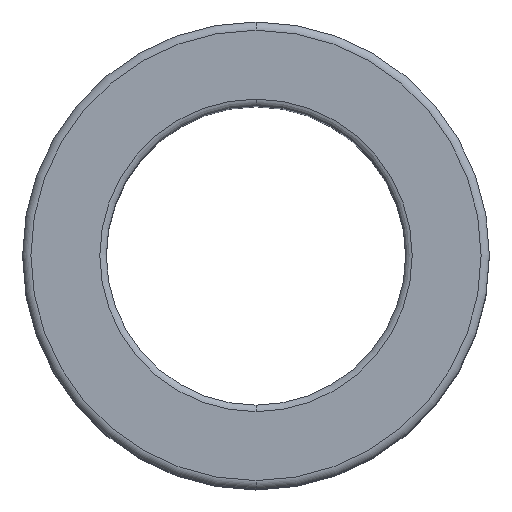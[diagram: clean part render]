
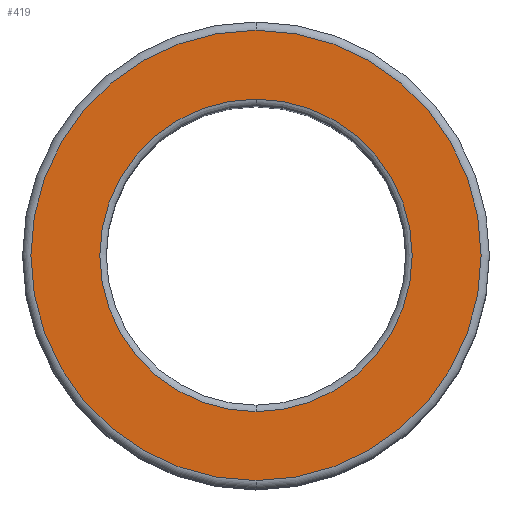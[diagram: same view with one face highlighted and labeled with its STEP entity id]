
A CAD part, top view. The second image highlights one B-rep face of the part: STEP entity #419.
In plain terms, the highlighted planar face has unit normal (0, 0, 1).
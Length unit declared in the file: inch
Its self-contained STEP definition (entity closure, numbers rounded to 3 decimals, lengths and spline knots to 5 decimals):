
#20 = DIRECTION ( 'NONE',  ( 0., 0., -1. ) ) ;
#129 = EDGE_LOOP ( 'NONE', ( #226, #427 ) ) ;
#163 = EDGE_CURVE ( 'NONE', #1122, #864, #651, .T. ) ;
#172 = CARTESIAN_POINT ( 'NONE',  ( 0.5225, 0., 1.12125 ) ) ;
#210 = AXIS2_PLACEMENT_3D ( 'NONE', #1676, #743, #475 ) ;
#226 = ORIENTED_EDGE ( 'NONE', *, *, #163, .F. ) ;
#237 = VERTEX_POINT ( 'NONE', #1646 ) ;
#239 = PLANE ( 'NONE',  #210 ) ;
#243 = CARTESIAN_POINT ( 'NONE',  ( 0., -0.75302, 1.12125 ) ) ;
#246 = DIRECTION ( 'NONE',  ( 0., -1., 0. ) ) ;
#358 = CIRCLE ( 'NONE', #999, 0.5225 ) ;
#390 = CARTESIAN_POINT ( 'NONE',  ( 0., 0.75302, 1.12125 ) ) ;
#419 = ADVANCED_FACE ( 'NONE', ( #1427, #1204 ), #239, .F. ) ;
#427 = ORIENTED_EDGE ( 'NONE', *, *, #833, .F. ) ;
#475 = DIRECTION ( 'NONE',  ( 0., 1., 0. ) ) ;
#539 = DIRECTION ( 'NONE',  ( 0., 1., 0. ) ) ;
#551 = CIRCLE ( 'NONE', #1256, 0.5225 ) ;
#585 = DIRECTION ( 'NONE',  ( 0., -1., 0. ) ) ;
#586 = EDGE_CURVE ( 'NONE', #1228, #237, #358, .T. ) ;
#600 = DIRECTION ( 'NONE',  ( 0., 0., -1. ) ) ;
#646 = ORIENTED_EDGE ( 'NONE', *, *, #1597, .T. ) ;
#651 = CIRCLE ( 'NONE', #787, 0.75302 ) ;
#655 = CARTESIAN_POINT ( 'NONE',  ( 0., 0., 1.12125 ) ) ;
#743 = DIRECTION ( 'NONE',  ( 0., 0., -1. ) ) ;
#787 = AXIS2_PLACEMENT_3D ( 'NONE', #937, #20, #539 ) ;
#833 = EDGE_CURVE ( 'NONE', #864, #1122, #851, .T. ) ;
#846 = EDGE_LOOP ( 'NONE', ( #1183, #646 ) ) ;
#851 = CIRCLE ( 'NONE', #1571, 0.75302 ) ;
#864 = VERTEX_POINT ( 'NONE', #243 ) ;
#891 = CARTESIAN_POINT ( 'NONE',  ( 0., 0., 1.12125 ) ) ;
#937 = CARTESIAN_POINT ( 'NONE',  ( 0., 0., 1.12125 ) ) ;
#999 = AXIS2_PLACEMENT_3D ( 'NONE', #1649, #600, #585 ) ;
#1122 = VERTEX_POINT ( 'NONE', #390 ) ;
#1183 = ORIENTED_EDGE ( 'NONE', *, *, #586, .T. ) ;
#1184 = DIRECTION ( 'NONE',  ( 0., 1., 0. ) ) ;
#1204 = FACE_OUTER_BOUND ( 'NONE', #129, .T. ) ;
#1228 = VERTEX_POINT ( 'NONE', #172 ) ;
#1256 = AXIS2_PLACEMENT_3D ( 'NONE', #891, #1695, #246 ) ;
#1427 = FACE_BOUND ( 'NONE', #846, .T. ) ;
#1443 = DIRECTION ( 'NONE',  ( 0., 0., -1. ) ) ;
#1571 = AXIS2_PLACEMENT_3D ( 'NONE', #655, #1443, #1184 ) ;
#1597 = EDGE_CURVE ( 'NONE', #237, #1228, #551, .T. ) ;
#1646 = CARTESIAN_POINT ( 'NONE',  ( -0.5225, 0., 1.12125 ) ) ;
#1649 = CARTESIAN_POINT ( 'NONE',  ( 0., 0., 1.12125 ) ) ;
#1676 = CARTESIAN_POINT ( 'NONE',  ( 0., 0.75302, 1.12125 ) ) ;
#1695 = DIRECTION ( 'NONE',  ( 0., 0., -1. ) ) ;
